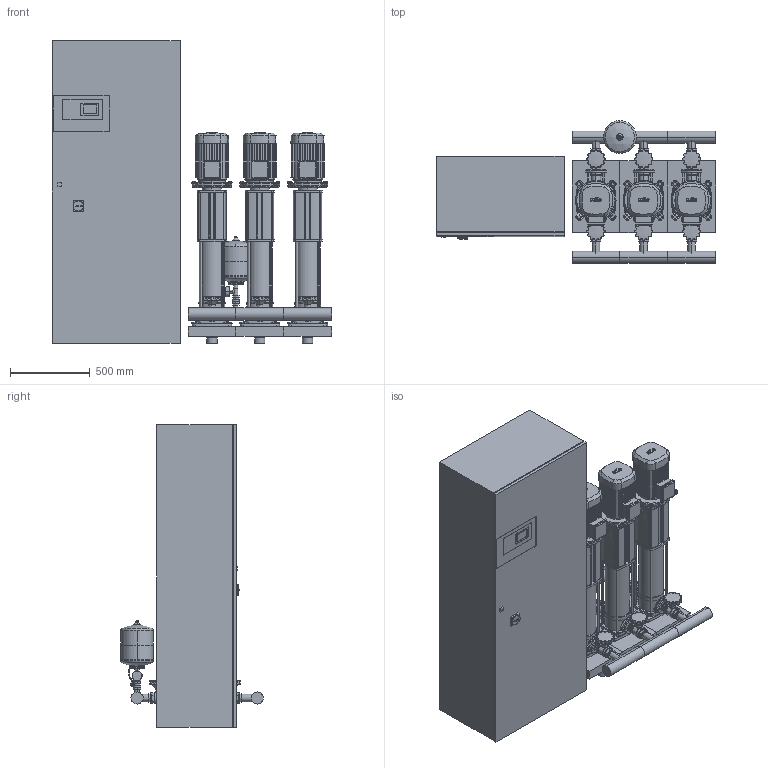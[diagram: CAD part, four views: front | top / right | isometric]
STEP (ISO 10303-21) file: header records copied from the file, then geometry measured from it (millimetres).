
FILE_DESCRIPTION((''),'2;1');
FILE_NAME('3d_COR-3HELIXV1013_K_CC-2534185.stp','2016-01-22T13:56:53',(''),(''),'Mechanical Desktop 2009','Mechanical Desktop 2009',', , ');
FILE_SCHEMA(('CONFIG_CONTROL_DESIGN'));
Length unit declared in the file: millimetre
Products named in the file (1): Product
Bounding box: 1750 x 895.05 x 1900 mm (x, y, z)
Volume: 872296855.3 mm3; surface area: 14576100.1 mm2
Topology: 153 solids, 153 shells, 5628 faces, 14877 edges, 9760 vertices
Faces by surface type: plane 2516, bspline 1486, cylinder 1290, cone 234, torus 82, sphere 20
Entity records: 185192 total; most frequent: CARTESIAN_POINT 45752, ORIENTED_EDGE 29730, DIRECTION 26833, EDGE_CURVE 14865, VECTOR 9895, LINE 9895, VERTEX_POINT 9754, AXIS2_PLACEMENT_3D 8469
